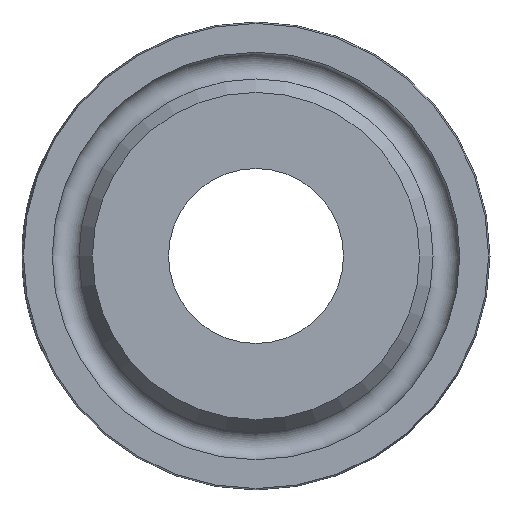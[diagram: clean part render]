
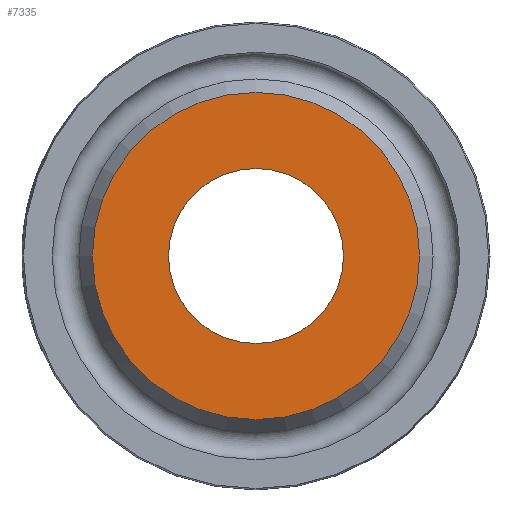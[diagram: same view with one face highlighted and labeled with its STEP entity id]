
A CAD part, left-side view. The second image highlights one B-rep face of the part: STEP entity #7335.
In plain terms, the highlighted planar face has unit normal (-1, 0, 0).
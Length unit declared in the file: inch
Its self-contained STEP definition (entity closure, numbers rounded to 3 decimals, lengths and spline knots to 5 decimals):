
#112=FACE_BOUND('',#1338,.T.);
#113=FACE_BOUND('',#1339,.T.);
#277=PLANE('',#7750);
#1338=EDGE_LOOP('',(#6852));
#1339=EDGE_LOOP('',(#6853));
#1511=CIRCLE('',#7749,0.34605);
#1512=CIRCLE('',#7751,0.185);
#3606=VERTEX_POINT('',#16265);
#3607=VERTEX_POINT('',#16268);
#4690=EDGE_CURVE('',#3606,#3606,#1511,.T.);
#4691=EDGE_CURVE('',#3607,#3607,#1512,.T.);
#6852=ORIENTED_EDGE('',*,*,#4691,.F.);
#6853=ORIENTED_EDGE('',*,*,#4690,.T.);
#7335=ADVANCED_FACE('',(#112,#113),#277,.T.);
#7749=AXIS2_PLACEMENT_3D('',#16266,#9057,#9058);
#7750=AXIS2_PLACEMENT_3D('',#16267,#9059,#9060);
#7751=AXIS2_PLACEMENT_3D('',#16269,#9061,#9062);
#9057=DIRECTION('center_axis',(-1.,0.,0.));
#9058=DIRECTION('ref_axis',(0.,1.,0.));
#9059=DIRECTION('center_axis',(-1.,0.,0.));
#9060=DIRECTION('ref_axis',(0.,0.,1.));
#9061=DIRECTION('center_axis',(-1.,0.,0.));
#9062=DIRECTION('ref_axis',(0.,1.,0.));
#16265=CARTESIAN_POINT('',(0.031,0.34605,0.));
#16266=CARTESIAN_POINT('Origin',(0.031,0.,
0.));
#16267=CARTESIAN_POINT('Origin',(0.031,0.26553,0.));
#16268=CARTESIAN_POINT('',(0.031,0.185,0.));
#16269=CARTESIAN_POINT('Origin',(0.031,0.,
0.));
